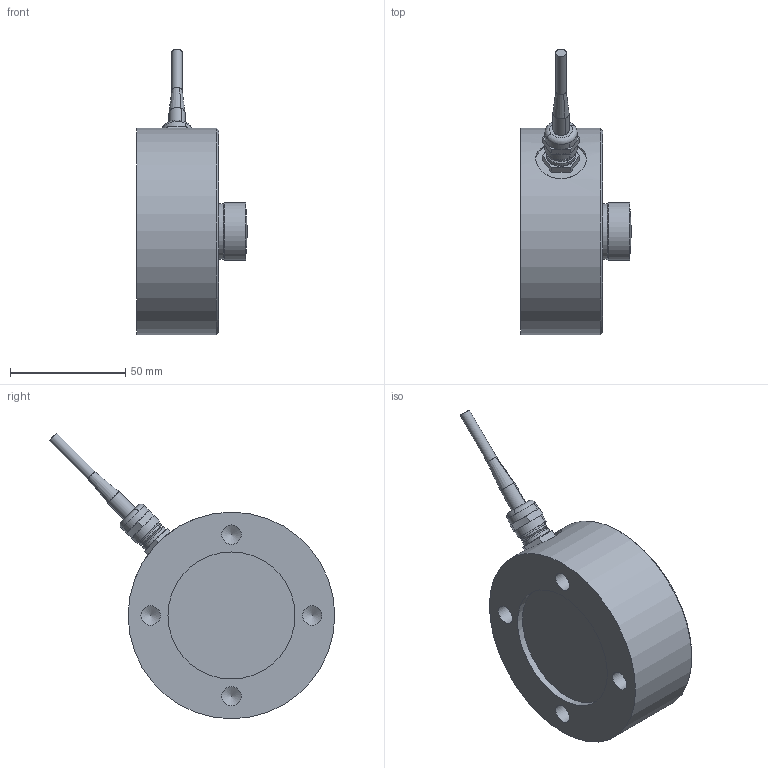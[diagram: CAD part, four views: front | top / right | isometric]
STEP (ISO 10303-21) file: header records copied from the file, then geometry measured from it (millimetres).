
FILE_DESCRIPTION( ( 'Unknown' ), '1' );
FILE_NAME( 'K450-20-50kN.stp', 'Unknown', ( 'Unknown' ), ( 'Unknown' ), 'PSStep 17.0.49', 'Unknown', ' ' );
FILE_SCHEMA( ( 'AUTOMOTIVE_DESIGN { 1 0 10303 214 1 1 1 1 }' ) );
Length unit declared in the file: millimetre
Products named in the file (4): Assem1; 1309-001_DOC-00062236; pg7_doc-00007707; kabeldurchmesser 3,2_doc-00040959
Assembly tree (3 placements, depth 2):
  Assem1
    1309-001_DOC-00062236
    pg7_doc-00007707
    kabeldurchmesser 3,2_doc-00040959
Bounding box: 48 x 123.69 x 123.69 mm (x, y, z)
Volume: 216971 mm3; surface area: 29386.1 mm2
Topology: 3 solids, 3 shells, 96 faces, 213 edges, 130 vertices
Faces by surface type: plane 37, cylinder 32, cone 22, torus 4, sphere 1
Full cylindrical faces by diameter (mm): 4.6 x2, 8.376 x8, 22 x1, 24 x1, 25 x1, 55 x1, 56 x1, 89.5 x1
Entity records: 3996 total; most frequent: CARTESIAN_POINT 1491, ORIENTED_EDGE 346, DIRECTION 262, EDGE_CURVE 173, B_SPLINE_CURVE_WITH_KNOTS 142, AXIS2_PLACEMENT_3D 131, EDGE_LOOP 130, VERTEX_POINT 120
